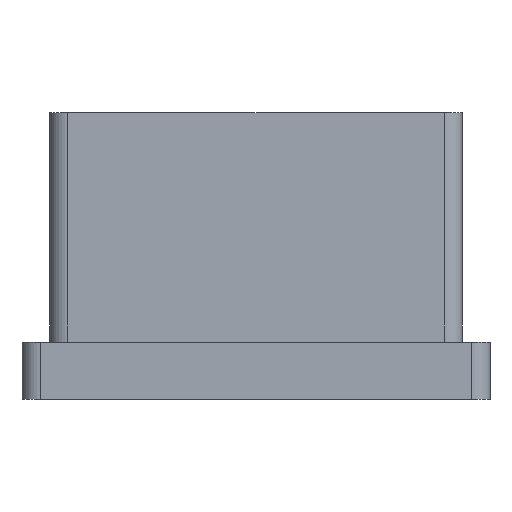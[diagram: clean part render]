
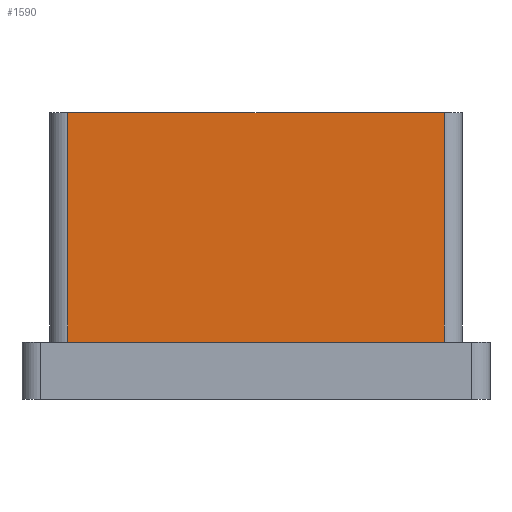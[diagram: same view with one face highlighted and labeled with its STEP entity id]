
A CAD part, left-side view. The second image highlights one B-rep face of the part: STEP entity #1590.
In plain terms, the highlighted planar face has unit normal (-1, 0, 0).
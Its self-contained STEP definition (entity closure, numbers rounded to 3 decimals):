
#84=PLANE('',#1746);
#143=FACE_OUTER_BOUND('',#240,.T.);
#240=EDGE_LOOP('',(#1222,#1223,#1224,#1225));
#378=LINE('',#2496,#521);
#379=LINE('',#2498,#522);
#380=LINE('',#2500,#523);
#381=LINE('',#2501,#524);
#521=VECTOR('',#2050,10.414);
#522=VECTOR('',#2051,6.35);
#523=VECTOR('',#2052,10.414);
#524=VECTOR('',#2053,6.35);
#751=VERTEX_POINT('',#2494);
#752=VERTEX_POINT('',#2495);
#753=VERTEX_POINT('',#2497);
#754=VERTEX_POINT('',#2499);
#936=EDGE_CURVE('',#751,#752,#378,.T.);
#937=EDGE_CURVE('',#752,#753,#379,.T.);
#938=EDGE_CURVE('',#754,#753,#380,.T.);
#939=EDGE_CURVE('',#754,#751,#381,.T.);
#1222=ORIENTED_EDGE('',*,*,#936,.T.);
#1223=ORIENTED_EDGE('',*,*,#937,.T.);
#1224=ORIENTED_EDGE('',*,*,#938,.F.);
#1225=ORIENTED_EDGE('',*,*,#939,.T.);
#1590=ADVANCED_FACE('',(#143),#84,.T.);
#1746=AXIS2_PLACEMENT_3D('',#2493,#2048,#2049);
#2048=DIRECTION('center_axis',(-1.,0.,0.));
#2049=DIRECTION('ref_axis',(0.,-1.,0.));
#2050=DIRECTION('',(0.,-1.,0.));
#2051=DIRECTION('',(0.,0.,1.));
#2052=DIRECTION('',(0.,-1.,0.));
#2053=DIRECTION('',(0.,0.,-1.));
#2493=CARTESIAN_POINT('Origin',(-5.715,5.715,-4.572));
#2494=CARTESIAN_POINT('',(-5.715,5.207,-4.572));
#2495=CARTESIAN_POINT('',(-5.715,-5.207,-4.572));
#2496=CARTESIAN_POINT('',(-5.715,5.207,-4.572));
#2497=CARTESIAN_POINT('',(-5.715,-5.207,1.778));
#2498=CARTESIAN_POINT('',(-5.715,-5.207,-4.572));
#2499=CARTESIAN_POINT('',(-5.715,5.207,1.778));
#2500=CARTESIAN_POINT('',(-5.715,5.207,1.778));
#2501=CARTESIAN_POINT('',(-5.715,5.207,1.778));
